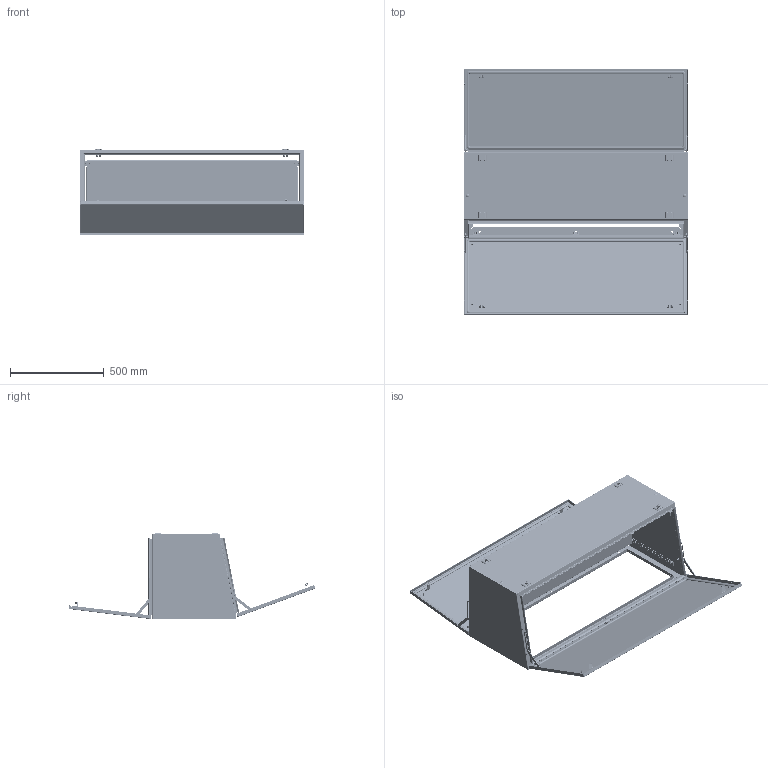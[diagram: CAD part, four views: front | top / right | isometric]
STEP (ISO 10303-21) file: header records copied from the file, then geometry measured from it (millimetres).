
FILE_DESCRIPTION (( 'STEP AP203' ), '1' );
FILE_NAME ('R5APV1200.step', '2013-04-25T09:47:34', ( 'User' ), ( 'DKC' ), 'SwSTEP 2.0', 'SolidWorks 2012', '' );
FILE_SCHEMA (( 'CONFIG_CONTROL_DESIGN' ));
Length unit declared in the file: millimetre
Products named in the file (48): R5APV1200; Vite M8x12 AC00C476_DIN 7984 - M8 x 12 --- 12S; AC00C490_AC00C490; Flange Nut M81_Flange Nut M8; AC00C237; Mounting plate CN,VN top part_LA07C013  1200; MOLLA AC00C344_AC00C344; Coverstop CN (mirror) (1)_AC00C496; AC00C316_AC00C316; Handle for desk_�� 㬮�砭��; Sealant AC00356_�� 㬮�砭��; AC00C348_�� 㬮�砭��; Hex Flange Bolt M6x10_ISO 4162 - M6 x 12 x 12-S; Piastrina AC00C347_�� 㬮�砭��; Inserto a doppio pettine AC00C443_AC00C343; BASETTA ESTERNA PER BOX AC00C503_AC00C503; Assem front door of top part CN_LA02C018  1200mm; AC00C112; lock catch LE02C082; CERNIERA SALDATA_AC00C398; lock catch LA02C021; LA sealant for door_1200; Front door of top part CN_1200; Hinge CE (mirror) (1); Hinge CE (1); Perno AC00C401 (3)_AC00C401; Tapping screw 4.2x16 (1)_Tapping screw 4.2x16; CERNIERA AC00C399; blocchetto fissaggio cerniera AC00C354_AC00C354; Coverstop CN (1)_AC00C496; Nut M5 A3200001_A3200001; Prigioniero PFH-M5-12_�� 㬮�砭��; Øàéáà 5.65Ã ÃÎÑÒ 11648-75 (1)_˜ ©¡  5.65ƒ ƒŽ‘’ 11648-75; Øàéáà 3.65Ã ÃÎÑÒ 11648-75 (1)_˜ ©¡  3.65ƒ ƒŽ‘’ 11648-75; bar AC00C278; AC00C279_AC00C279; Flange Nut M5_Flange Nut M5; vite m5x10 ac00c274_Vite M5x10 AC00C274; AC00C496_AC00C496; Body of control desk VN top part_LV01S010  1200mm ...
Assembly tree (108 placements, depth 3):
  R5APV1200
    Body of control desk VN top part_LV01S010  1200mm
      Left side VN LV01C025 (top part)_�� 㬮�砭��
      Front bottom profile CN (top part)_LA01C040 1200mm
      Back bottom profile VN (top part)_LV01C030 1200mm
      Top profile VN (top part) (+K=0.8)_LV01C036  1200mm
      Left side VN LV01C025 (top part)_Mirror�� 㬮�砭��
      Fixing holder LV01C039_LV01C039  x4
      land_�� 㬮�砭��  x4
      end-cap_AC00C061  x4
    Coverstop CN (1)_AC00C496  x2
      AC00C496_AC00C496
      vite m5x10 ac00c274_Vite M5x10 AC00C274
      Flange Nut M5_Flange Nut M5
      AC00C279_AC00C279
      bar AC00C278
      Øàéáà 3.65Ã ÃÎÑÒ 11648-75 (1)_˜ ©¡  3.65ƒ ƒŽ‘’ 11648-75
      Øàéáà 5.65Ã ÃÎÑÒ 11648-75 (1)_˜ ©¡  5.65ƒ ƒŽ‘’ 11648-75
      Prigioniero PFH-M5-12_�� 㬮�砭��
      Nut M5 A3200001_A3200001
    Hinge CE (1)  x3
      blocchetto fissaggio cerniera AC00C354_AC00C354
      CERNIERA AC00C399
      Tapping screw 4.2x16 (1)_Tapping screw 4.2x16
      Perno AC00C401 (3)_AC00C401
    Hinge CE (mirror) (1)  x3
      blocchetto fissaggio cerniera AC00C354_AC00C354
      CERNIERA AC00C399
      Tapping screw 4.2x16 (1)_Tapping screw 4.2x16
      Perno AC00C401 (3)_AC00C401
    Assem front door of top part CN_LA02C018  1200mm  x2
      Front door of top part CN_1200
      LA sealant for door_1200
      lock catch LA02C021
      CERNIERA SALDATA_AC00C398
      lock catch LE02C082
      AC00C112
      land_�� 㬮�砭��
      end-cap_AC00C061
    Handle for desk_�� 㬮�砭��  x4
      BASETTA ESTERNA PER BOX AC00C503_AC00C503
      Inserto a doppio pettine AC00C443_AC00C343
      Piastrina AC00C347_�� 㬮�砭��
      Hex Flange Bolt M6x10_ISO 4162 - M6 x 12 x 12-S
      AC00C348_�� 㬮�砭��
      Sealant AC00356_�� 㬮�砭��
    AC00C316_AC00C316  x2
    Coverstop CN (mirror) (1)_AC00C496  x2
      AC00C496_AC00C496
      vite m5x10 ac00c274_Vite M5x10 AC00C274
      Flange Nut M5_Flange Nut M5
      AC00C279_AC00C279
      bar AC00C278
      Øàéáà 5.65Ã ÃÎÑÒ 11648-75 (1)_˜ ©¡  5.65ƒ ƒŽ‘’ 11648-75
      Øàéáà 3.65Ã ÃÎÑÒ 11648-75 (1)_˜ ©¡  3.65ƒ ƒŽ‘’ 11648-75
      Prigioniero PFH-M5-12_�� 㬮�砭��
      Nut M5 A3200001_A3200001
    MOLLA AC00C344_AC00C344  x4
    Mounting plate CN,VN top part_LA07C013  1200
    AC00C237  x2
Bounding box: 1200 x 1317.4 x 461.57 mm (x, y, z)
Volume: 6148833.9 mm3; surface area: 6543766.2 mm2
Topology: 180 solids, 180 shells, 13844 faces, 35868 edges, 22706 vertices
Faces by surface type: bspline 4154, plane 3580, cylinder 3566, cone 2292, torus 220, sphere 32
Entity records: 164834 total; most frequent: CARTESIAN_POINT 95870, ORIENTED_EDGE 13698, DIRECTION 11891, EDGE_CURVE 6849, VERTEX_POINT 4257, AXIS2_PLACEMENT_3D 4206, VECTOR 3479, LINE 3479
